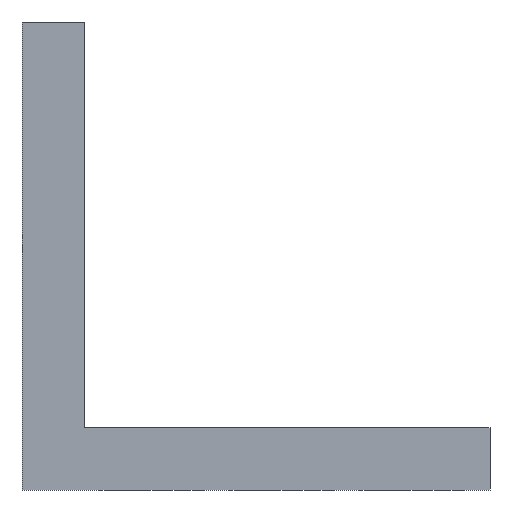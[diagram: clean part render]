
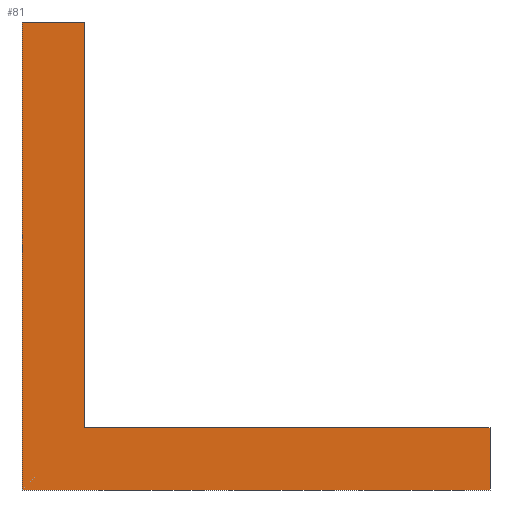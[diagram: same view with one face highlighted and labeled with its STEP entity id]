
A CAD part, front view. The second image highlights one B-rep face of the part: STEP entity #81.
In plain terms, the highlighted planar face has unit normal (0, -1, 0).
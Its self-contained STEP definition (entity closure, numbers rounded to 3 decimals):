
#81=ADVANCED_FACE('',(#196),#197,.T.);
#196=FACE_OUTER_BOUND('',#348,.T.);
#197=PLANE('',#349);
#348=EDGE_LOOP('',(#527,#528,#529,#530,#531,#532));
#349=AXIS2_PLACEMENT_3D('',#533,#534,#535);
#527=ORIENTED_EDGE('',*,*,#886,.T.);
#528=ORIENTED_EDGE('',*,*,#887,.T.);
#529=ORIENTED_EDGE('',*,*,#888,.T.);
#530=ORIENTED_EDGE('',*,*,#889,.T.);
#531=ORIENTED_EDGE('',*,*,#878,.F.);
#532=ORIENTED_EDGE('',*,*,#890,.T.);
#533=CARTESIAN_POINT('',(30.0,155.0,12.0));
#534=DIRECTION('',(0.0,-1.0,0.0));
#535=DIRECTION('',(0.0,0.0,-1.0));
#878=EDGE_CURVE('',#1040,#1042,#1043,.T.);
#886=EDGE_CURVE('',#1055,#1056,#1057,.T.);
#887=EDGE_CURVE('',#1056,#1058,#1059,.T.);
#888=EDGE_CURVE('',#1058,#1060,#1061,.T.);
#889=EDGE_CURVE('',#1060,#1042,#1062,.T.);
#890=EDGE_CURVE('',#1040,#1055,#1063,.T.);
#1040=VERTEX_POINT('',#1256);
#1042=VERTEX_POINT('',#1259);
#1043=LINE('',#1260,#1261);
#1055=VERTEX_POINT('',#1274);
#1056=VERTEX_POINT('',#1275);
#1057=LINE('',#1276,#1277);
#1058=VERTEX_POINT('',#1278);
#1059=LINE('',#1279,#1280);
#1060=VERTEX_POINT('',#1281);
#1061=LINE('',#1282,#1283);
#1062=LINE('',#1284,#1285);
#1063=LINE('',#1286,#1287);
#1256=CARTESIAN_POINT('',(30.0,155.0,0.0));
#1259=CARTESIAN_POINT('',(-60.0,155.0,0.0));
#1260=CARTESIAN_POINT('',(30.0,155.0,0.0));
#1261=VECTOR('',#1505,1.0);
#1274=CARTESIAN_POINT('',(30.0,155.0,12.0));
#1275=CARTESIAN_POINT('',(-48.0,155.0,12.0));
#1276=CARTESIAN_POINT('',(30.0,155.0,12.0));
#1277=VECTOR('',#1522,1.0);
#1278=CARTESIAN_POINT('',(-48.0,155.0,90.0));
#1279=CARTESIAN_POINT('',(-48.0,155.0,12.0));
#1280=VECTOR('',#1523,1.0);
#1281=CARTESIAN_POINT('',(-60.0,155.0,90.0));
#1282=CARTESIAN_POINT('',(-48.0,155.0,90.0));
#1283=VECTOR('',#1524,1.0);
#1284=CARTESIAN_POINT('',(-60.0,155.0,90.0));
#1285=VECTOR('',#1525,1.0);
#1286=CARTESIAN_POINT('',(30.0,155.0,0.0));
#1287=VECTOR('',#1526,1.0);
#1505=DIRECTION('',(-1.0,0.0,0.0));
#1522=DIRECTION('',(-1.0,0.0,0.0));
#1523=DIRECTION('',(0.0,0.0,1.0));
#1524=DIRECTION('',(-1.0,0.0,0.0));
#1525=DIRECTION('',(0.0,0.0,-1.0));
#1526=DIRECTION('',(0.0,0.0,1.0));
